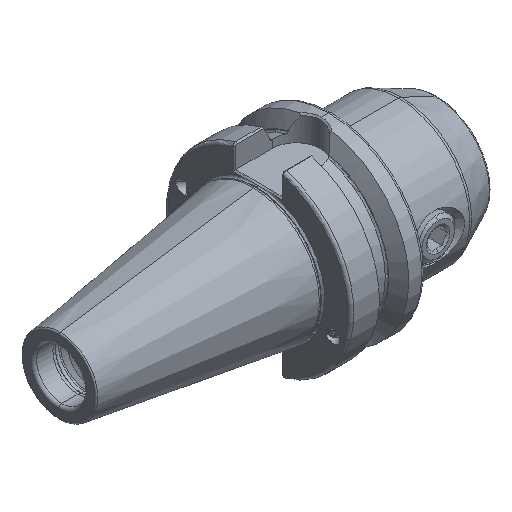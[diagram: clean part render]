
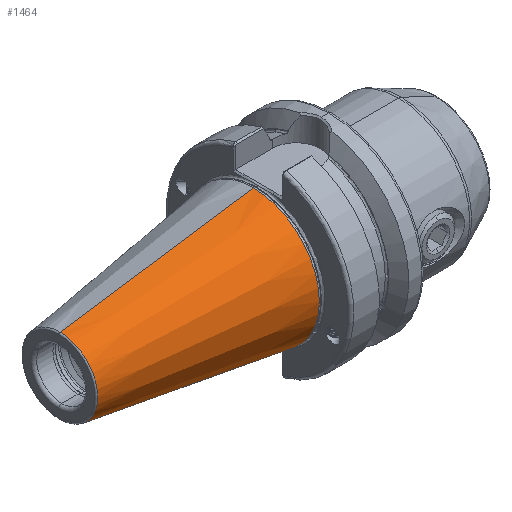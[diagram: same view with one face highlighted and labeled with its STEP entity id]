
A CAD part, isometric view. The second image highlights one B-rep face of the part: STEP entity #1464.
In plain terms, the highlighted conical face has half-angle 8.297 degrees and reference radius 22.298 mm.
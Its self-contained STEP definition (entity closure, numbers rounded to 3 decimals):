
#874 = CARTESIAN_POINT ( 'NONE',  ( -1.5, 0., -22.298 ) ) ;
#884 = CARTESIAN_POINT ( 'NONE',  ( -66.972, 0., 12.75 ) ) ;
#934 = CARTESIAN_POINT ( 'NONE',  ( -1.5, 0., 22.298 ) ) ;
#972 = CARTESIAN_POINT ( 'NONE',  ( -66.972, 0., -12.75 ) ) ;
#1464 = ADVANCED_FACE ( 'NONE', ( #2106 ), #2069, .T. ) ;
#2069 = CONICAL_SURFACE ( 'NONE', #14049, 22.298, 0.145 ) ;
#2106 = FACE_OUTER_BOUND ( 'NONE', #16925, .T. ) ;
#2372 = CIRCLE ( 'NONE', #14212, 12.75 ) ;
#2383 = CIRCLE ( 'NONE', #14196, 22.298 ) ;
#2777 = EDGE_CURVE ( 'NONE', #16590, #16636, #2372, .T. ) ;
#2789 = EDGE_CURVE ( 'NONE', #16597, #16581, #2383, .T. ) ;
#5817 = DIRECTION ( 'NONE',  ( 1., 0., 0. ) ) ;
#5824 = DIRECTION ( 'NONE',  ( 0., 0., -1. ) ) ;
#5876 = CARTESIAN_POINT ( 'NONE',  ( -66.972, 0., 0. ) ) ;
#6100 = CARTESIAN_POINT ( 'NONE',  ( -1.5, 0., 0. ) ) ;
#6101 = DIRECTION ( 'NONE',  ( 0., 0., -1. ) ) ;
#6135 = DIRECTION ( 'NONE',  ( 1., 0., 0. ) ) ;
#6962 = DIRECTION ( 'NONE',  ( 0., 0., -1. ) ) ;
#6979 = CARTESIAN_POINT ( 'NONE',  ( -1.5, 0., 0. ) ) ;
#6989 = DIRECTION ( 'NONE',  ( 1., 0., 0. ) ) ;
#14049 = AXIS2_PLACEMENT_3D ( 'NONE', #6979, #6989, #6962 ) ;
#14196 = AXIS2_PLACEMENT_3D ( 'NONE', #6100, #6135, #6101 ) ;
#14212 = AXIS2_PLACEMENT_3D ( 'NONE', #5876, #5817, #5824 ) ;
#15404 = CARTESIAN_POINT ( 'NONE',  ( -1.5, 0., -22.298 ) ) ;
#15418 = DIRECTION ( 'NONE',  ( 0.99, 0., -0.144 ) ) ;
#15719 = LINE ( 'NONE', #21471, #15738 ) ;
#15731 = LINE ( 'NONE', #15404, #15741 ) ;
#15738 = VECTOR ( 'NONE', #21490, 1000. ) ;
#15741 = VECTOR ( 'NONE', #15418, 1000. ) ;
#16581 = VERTEX_POINT ( 'NONE', #874 ) ;
#16590 = VERTEX_POINT ( 'NONE', #884 ) ;
#16597 = VERTEX_POINT ( 'NONE', #934 ) ;
#16636 = VERTEX_POINT ( 'NONE', #972 ) ;
#16925 = EDGE_LOOP ( 'NONE', ( #17194, #17208, #17182, #17215 ) ) ;
#17182 = ORIENTED_EDGE ( 'NONE', *, *, #17378, .T. ) ;
#17194 = ORIENTED_EDGE ( 'NONE', *, *, #17394, .F. ) ;
#17208 = ORIENTED_EDGE ( 'NONE', *, *, #2777, .T. ) ;
#17215 = ORIENTED_EDGE ( 'NONE', *, *, #2789, .F. ) ;
#17378 = EDGE_CURVE ( 'NONE', #16636, #16581, #15731, .T. ) ;
#17394 = EDGE_CURVE ( 'NONE', #16590, #16597, #15719, .T. ) ;
#21471 = CARTESIAN_POINT ( 'NONE',  ( -1.5, 0., 22.298 ) ) ;
#21490 = DIRECTION ( 'NONE',  ( 0.99, 0., 0.144 ) ) ;
